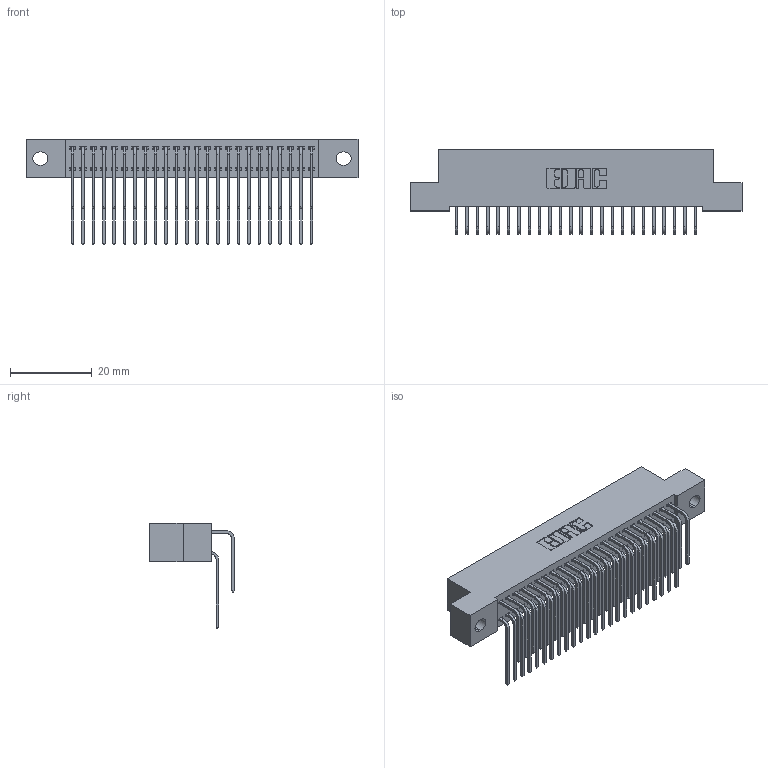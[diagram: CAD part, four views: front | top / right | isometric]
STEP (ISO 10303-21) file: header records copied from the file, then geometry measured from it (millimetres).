
FILE_DESCRIPTION (( 'STEP AP203' ), '1' );
FILE_NAME ('342-048-559-202.STEP', '2018-08-12T18:32:35', ( '' ), ( '' ), 'SwSTEP 2.0', 'SolidWorks 2016', '' );
FILE_SCHEMA (( 'CONFIG_CONTROL_DESIGN' ));
Length unit declared in the file: inch
Products named in the file (4): 345-292-001_558 559 Tail - 1; 345-292-001_559 Tail - 2; 342-048-559-202; 342 Part_.128 Slot
Assembly tree (49 placements, depth 2):
  342-048-559-202
    342 Part_.128 Slot
    345-292-001_558 559 Tail - 1  x24
    345-292-001_559 Tail - 2  x24
Bounding box: 81.28 x 20.64 x 25.78 mm (x, y, z)
Volume: 7442.6 mm3; surface area: 12683.2 mm2
Topology: 49 solids, 49 shells, 2706 faces, 8039 edges, 5294 vertices
Faces by surface type: plane 1894, cylinder 812
Entity records: 19555 total; most frequent: CARTESIAN_POINT 3313, ORIENTED_EDGE 3198, DIRECTION 2843, EDGE_CURVE 1599, LINE 1431, VECTOR 1431, VERTEX_POINT 1062, AXIS2_PLACEMENT_3D 706
